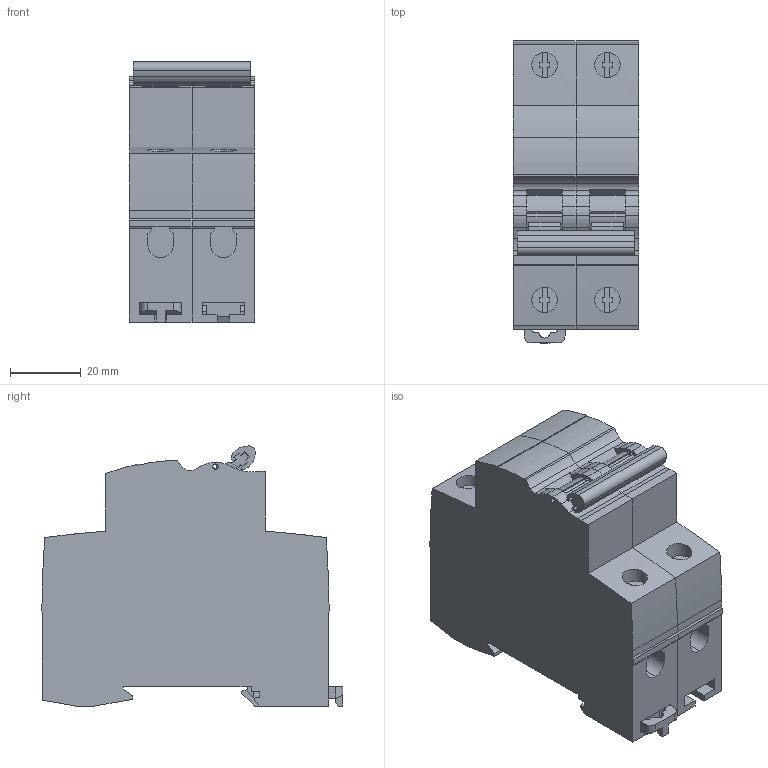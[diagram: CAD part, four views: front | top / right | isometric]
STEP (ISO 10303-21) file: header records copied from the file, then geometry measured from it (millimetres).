
FILE_DESCRIPTION(('STEP AP242'),'1');
FILE_NAME('a9k12232.stp','2020-07-17T01:50:36',('TraceParts'),('TraceParts S.A.'),'Spatial InterOp 3D',' ',' ');
FILE_SCHEMA(('AP242_MANAGED_MODEL_BASED_3D_ENGINEERING_MIM_LF {1 0 10303 442 1 1 4}'));
Length unit declared in the file: millimetre
Products named in the file (1): a9k12232_1
Bounding box: 35.4 x 85.1 x 73.33 mm (x, y, z)
Volume: 157028.5 mm3; surface area: 37091.9 mm2
Topology: 10 solids, 10 shells, 482 faces, 1363 edges, 906 vertices
Faces by surface type: plane 348, cylinder 134
Entity records: 15763 total; most frequent: CARTESIAN_POINT 2925, ORIENTED_EDGE 2726, DIRECTION 2625, EDGE_CURVE 1363, LINE 1059, VECTOR 1059, VERTEX_POINT 906, AXIS2_PLACEMENT_3D 783
